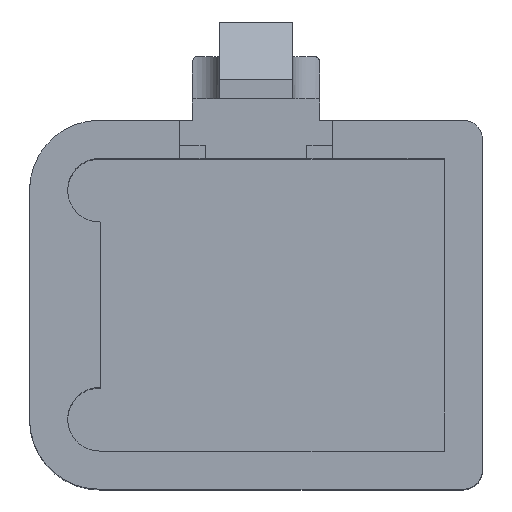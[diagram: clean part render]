
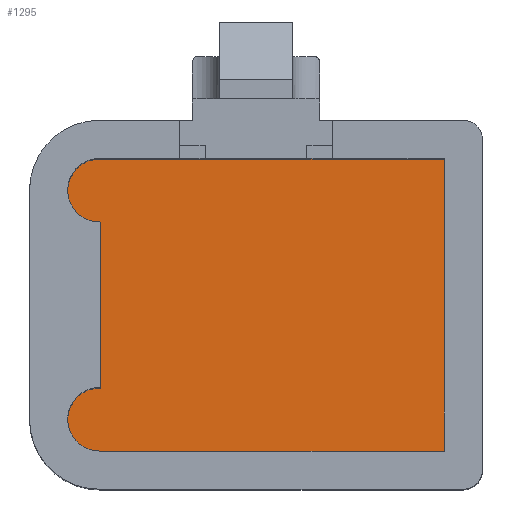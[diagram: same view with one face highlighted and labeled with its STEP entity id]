
A CAD part, top view. The second image highlights one B-rep face of the part: STEP entity #1295.
In plain terms, the highlighted planar face has unit normal (0, 0, 1).
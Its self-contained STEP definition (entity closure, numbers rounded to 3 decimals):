
#49=PLANE('',#1429);
#146=FACE_OUTER_BOUND('',#220,.T.);
#220=EDGE_LOOP('',(#1176,#1177,#1178,#1179,#1180,#1181));
#343=LINE('',#2278,#473);
#347=LINE('',#2287,#477);
#349=LINE('',#2291,#479);
#351=LINE('',#2295,#481);
#473=VECTOR('',#1772,10.);
#477=VECTOR('',#1782,10.);
#479=VECTOR('',#1786,10.);
#481=VECTOR('',#1790,10.);
#524=CIRCLE('',#1423,1.25);
#525=CIRCLE('',#1428,1.25);
#634=VERTEX_POINT('',#2275);
#635=VERTEX_POINT('',#2277);
#636=VERTEX_POINT('',#2281);
#637=VERTEX_POINT('',#2285);
#638=VERTEX_POINT('',#2289);
#639=VERTEX_POINT('',#2293);
#813=EDGE_CURVE('',#634,#635,#343,.T.);
#816=EDGE_CURVE('',#636,#634,#524,.T.);
#818=EDGE_CURVE('',#637,#636,#347,.T.);
#820=EDGE_CURVE('',#638,#637,#349,.T.);
#822=EDGE_CURVE('',#639,#638,#351,.T.);
#823=EDGE_CURVE('',#635,#639,#525,.T.);
#1176=ORIENTED_EDGE('',*,*,#823,.F.);
#1177=ORIENTED_EDGE('',*,*,#813,.F.);
#1178=ORIENTED_EDGE('',*,*,#816,.F.);
#1179=ORIENTED_EDGE('',*,*,#818,.F.);
#1180=ORIENTED_EDGE('',*,*,#820,.F.);
#1181=ORIENTED_EDGE('',*,*,#822,.F.);
#1295=ADVANCED_FACE('',(#146),#49,.T.);
#1423=AXIS2_PLACEMENT_3D('',#2283,#1777,#1778);
#1428=AXIS2_PLACEMENT_3D('',#2297,#1793,#1794);
#1429=AXIS2_PLACEMENT_3D('',#2298,#1795,#1796);
#1772=DIRECTION('',(0.,1.,0.));
#1777=DIRECTION('center_axis',(0.,0.,-1.));
#1778=DIRECTION('ref_axis',(0.04,0.999,0.));
#1782=DIRECTION('',(-1.,0.,0.));
#1786=DIRECTION('',(0.,-1.,0.));
#1790=DIRECTION('',(1.,0.,0.));
#1793=DIRECTION('center_axis',(0.,0.,-1.));
#1794=DIRECTION('ref_axis',(0.,1.,0.));
#1795=DIRECTION('center_axis',(0.,0.,1.));
#1796=DIRECTION('ref_axis',(1.,0.,0.));
#2275=CARTESIAN_POINT('',(2.8,3.999,-16.9));
#2277=CARTESIAN_POINT('',(2.8,10.501,-16.9));
#2278=CARTESIAN_POINT('',(2.8,10.501,-16.9));
#2281=CARTESIAN_POINT('',(2.75,1.5,-16.9));
#2283=CARTESIAN_POINT('Origin',(2.75,2.75,-16.9));
#2285=CARTESIAN_POINT('',(16.3,1.5,-16.9));
#2287=CARTESIAN_POINT('',(2.75,1.5,-16.9));
#2289=CARTESIAN_POINT('',(16.3,13.,-16.9));
#2291=CARTESIAN_POINT('',(16.3,1.5,-16.9));
#2293=CARTESIAN_POINT('',(2.75,13.,-16.9));
#2295=CARTESIAN_POINT('',(16.3,13.,-16.9));
#2297=CARTESIAN_POINT('Origin',(2.75,11.75,-16.9));
#2298=CARTESIAN_POINT('Origin',(8.9,7.25,-16.9));
